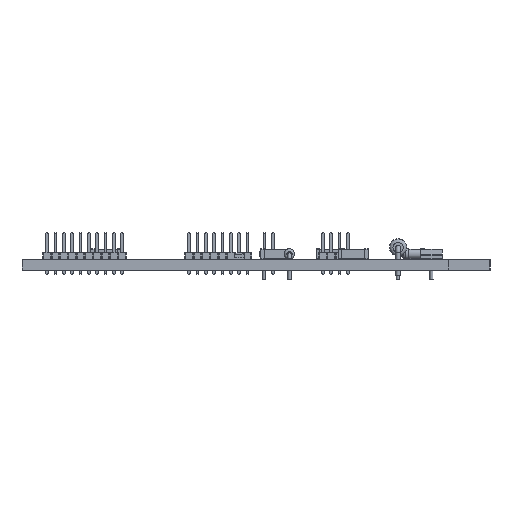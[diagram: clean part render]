
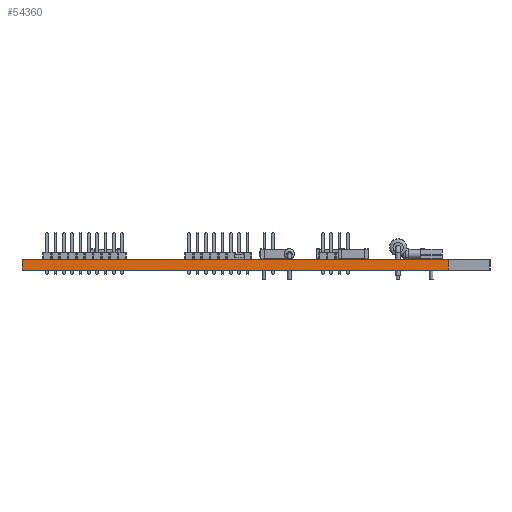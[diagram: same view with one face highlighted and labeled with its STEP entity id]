
A CAD part, left-side view. The second image highlights one B-rep face of the part: STEP entity #54360.
In plain terms, the highlighted planar face has unit normal (-1, 0, 0).
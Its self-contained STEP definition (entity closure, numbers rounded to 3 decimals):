
#49396 = PLANE('',#49397);
#49397 = AXIS2_PLACEMENT_3D('',#49398,#49399,#49400);
#49398 = CARTESIAN_POINT('',(98.688,-97.994,1.6));
#49399 = DIRECTION('',(0.,0.,1.));
#49400 = DIRECTION('',(1.,0.,0.));
#49450 = PLANE('',#49451);
#49451 = AXIS2_PLACEMENT_3D('',#49452,#49453,#49454);
#49452 = CARTESIAN_POINT('',(98.688,-97.994,0.));
#49453 = DIRECTION('',(0.,0.,1.));
#49454 = DIRECTION('',(1.,0.,0.));
#49643 = VERTEX_POINT('',#49644);
#49644 = CARTESIAN_POINT('',(33.02,-62.23,0.));
#49658 = PLANE('',#49659);
#49659 = AXIS2_PLACEMENT_3D('',#49660,#49661,#49662);
#49660 = CARTESIAN_POINT('',(38.1,-62.23,0.));
#49661 = DIRECTION('',(0.,-1.,0.));
#49662 = DIRECTION('',(-1.,0.,0.));
#49670 = EDGE_CURVE('',#49643,#49671,#49673,.T.);
#49671 = VERTEX_POINT('',#49672);
#49672 = CARTESIAN_POINT('',(33.02,-127.,0.));
#49673 = SURFACE_CURVE('',#49674,(#49678,#49685),.PCURVE_S1.);
#49674 = LINE('',#49675,#49676);
#49675 = CARTESIAN_POINT('',(33.02,-62.23,0.));
#49676 = VECTOR('',#49677,1.);
#49677 = DIRECTION('',(0.,-1.,0.));
#49678 = PCURVE('',#49450,#49679);
#49679 = DEFINITIONAL_REPRESENTATION('',(#49680),#49684);
#49680 = LINE('',#49681,#49682);
#49681 = CARTESIAN_POINT('',(-65.668,35.764));
#49682 = VECTOR('',#49683,1.);
#49683 = DIRECTION('',(0.,-1.));
#49684 = ( GEOMETRIC_REPRESENTATION_CONTEXT(2) 
PARAMETRIC_REPRESENTATION_CONTEXT() REPRESENTATION_CONTEXT('2D SPACE',''
  ) );
#49685 = PCURVE('',#49686,#49691);
#49686 = PLANE('',#49687);
#49687 = AXIS2_PLACEMENT_3D('',#49688,#49689,#49690);
#49688 = CARTESIAN_POINT('',(33.02,-62.23,0.));
#49689 = DIRECTION('',(1.,0.,0.));
#49690 = DIRECTION('',(0.,-1.,0.));
#49691 = DEFINITIONAL_REPRESENTATION('',(#49692),#49696);
#49692 = LINE('',#49693,#49694);
#49693 = CARTESIAN_POINT('',(0.,0.));
#49694 = VECTOR('',#49695,1.);
#49695 = DIRECTION('',(1.,0.));
#49696 = ( GEOMETRIC_REPRESENTATION_CONTEXT(2) 
PARAMETRIC_REPRESENTATION_CONTEXT() REPRESENTATION_CONTEXT('2D SPACE',''
  ) );
#49714 = PLANE('',#49715);
#49715 = AXIS2_PLACEMENT_3D('',#49716,#49717,#49718);
#49716 = CARTESIAN_POINT('',(33.02,-127.,0.));
#49717 = DIRECTION('',(1.,0.,0.));
#49718 = DIRECTION('',(0.,-1.,0.));
#52149 = VERTEX_POINT('',#52150);
#52150 = CARTESIAN_POINT('',(33.02,-62.23,1.6));
#52171 = EDGE_CURVE('',#52149,#52172,#52174,.T.);
#52172 = VERTEX_POINT('',#52173);
#52173 = CARTESIAN_POINT('',(33.02,-127.,1.6));
#52174 = SURFACE_CURVE('',#52175,(#52179,#52186),.PCURVE_S1.);
#52175 = LINE('',#52176,#52177);
#52176 = CARTESIAN_POINT('',(33.02,-62.23,1.6));
#52177 = VECTOR('',#52178,1.);
#52178 = DIRECTION('',(0.,-1.,0.));
#52179 = PCURVE('',#49396,#52180);
#52180 = DEFINITIONAL_REPRESENTATION('',(#52181),#52185);
#52181 = LINE('',#52182,#52183);
#52182 = CARTESIAN_POINT('',(-65.668,35.764));
#52183 = VECTOR('',#52184,1.);
#52184 = DIRECTION('',(0.,-1.));
#52185 = ( GEOMETRIC_REPRESENTATION_CONTEXT(2) 
PARAMETRIC_REPRESENTATION_CONTEXT() REPRESENTATION_CONTEXT('2D SPACE',''
  ) );
#52186 = PCURVE('',#49686,#52187);
#52187 = DEFINITIONAL_REPRESENTATION('',(#52188),#52192);
#52188 = LINE('',#52189,#52190);
#52189 = CARTESIAN_POINT('',(0.,-1.6));
#52190 = VECTOR('',#52191,1.);
#52191 = DIRECTION('',(1.,0.));
#52192 = ( GEOMETRIC_REPRESENTATION_CONTEXT(2) 
PARAMETRIC_REPRESENTATION_CONTEXT() REPRESENTATION_CONTEXT('2D SPACE',''
  ) );
#54312 = EDGE_CURVE('',#49643,#52149,#54313,.T.);
#54313 = SURFACE_CURVE('',#54314,(#54318,#54325),.PCURVE_S1.);
#54314 = LINE('',#54315,#54316);
#54315 = CARTESIAN_POINT('',(33.02,-62.23,0.));
#54316 = VECTOR('',#54317,1.);
#54317 = DIRECTION('',(0.,0.,1.));
#54318 = PCURVE('',#49658,#54319);
#54319 = DEFINITIONAL_REPRESENTATION('',(#54320),#54324);
#54320 = LINE('',#54321,#54322);
#54321 = CARTESIAN_POINT('',(5.08,0.));
#54322 = VECTOR('',#54323,1.);
#54323 = DIRECTION('',(0.,-1.));
#54324 = ( GEOMETRIC_REPRESENTATION_CONTEXT(2) 
PARAMETRIC_REPRESENTATION_CONTEXT() REPRESENTATION_CONTEXT('2D SPACE',''
  ) );
#54325 = PCURVE('',#49686,#54326);
#54326 = DEFINITIONAL_REPRESENTATION('',(#54327),#54331);
#54327 = LINE('',#54328,#54329);
#54328 = CARTESIAN_POINT('',(0.,0.));
#54329 = VECTOR('',#54330,1.);
#54330 = DIRECTION('',(0.,-1.));
#54331 = ( GEOMETRIC_REPRESENTATION_CONTEXT(2) 
PARAMETRIC_REPRESENTATION_CONTEXT() REPRESENTATION_CONTEXT('2D SPACE',''
  ) );
#54360 = ADVANCED_FACE('',(#54361),#49686,.F.);
#54361 = FACE_BOUND('',#54362,.F.);
#54362 = EDGE_LOOP('',(#54363,#54364,#54365,#54386));
#54363 = ORIENTED_EDGE('',*,*,#54312,.T.);
#54364 = ORIENTED_EDGE('',*,*,#52171,.T.);
#54365 = ORIENTED_EDGE('',*,*,#54366,.F.);
#54366 = EDGE_CURVE('',#49671,#52172,#54367,.T.);
#54367 = SURFACE_CURVE('',#54368,(#54372,#54379),.PCURVE_S1.);
#54368 = LINE('',#54369,#54370);
#54369 = CARTESIAN_POINT('',(33.02,-127.,0.));
#54370 = VECTOR('',#54371,1.);
#54371 = DIRECTION('',(0.,0.,1.));
#54372 = PCURVE('',#49686,#54373);
#54373 = DEFINITIONAL_REPRESENTATION('',(#54374),#54378);
#54374 = LINE('',#54375,#54376);
#54375 = CARTESIAN_POINT('',(64.77,0.));
#54376 = VECTOR('',#54377,1.);
#54377 = DIRECTION('',(0.,-1.));
#54378 = ( GEOMETRIC_REPRESENTATION_CONTEXT(2) 
PARAMETRIC_REPRESENTATION_CONTEXT() REPRESENTATION_CONTEXT('2D SPACE',''
  ) );
#54379 = PCURVE('',#49714,#54380);
#54380 = DEFINITIONAL_REPRESENTATION('',(#54381),#54385);
#54381 = LINE('',#54382,#54383);
#54382 = CARTESIAN_POINT('',(0.,0.));
#54383 = VECTOR('',#54384,1.);
#54384 = DIRECTION('',(0.,-1.));
#54385 = ( GEOMETRIC_REPRESENTATION_CONTEXT(2) 
PARAMETRIC_REPRESENTATION_CONTEXT() REPRESENTATION_CONTEXT('2D SPACE',''
  ) );
#54386 = ORIENTED_EDGE('',*,*,#49670,.F.);
